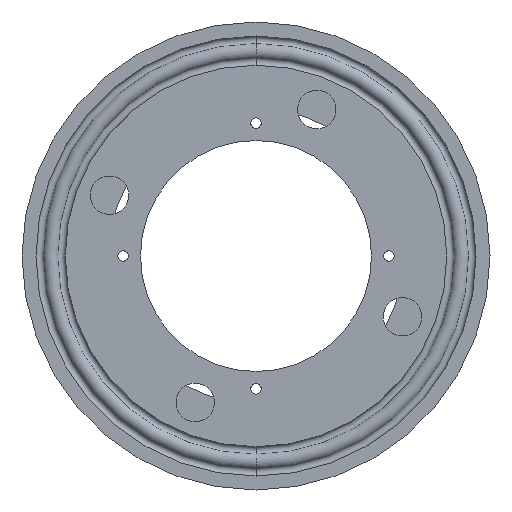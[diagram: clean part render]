
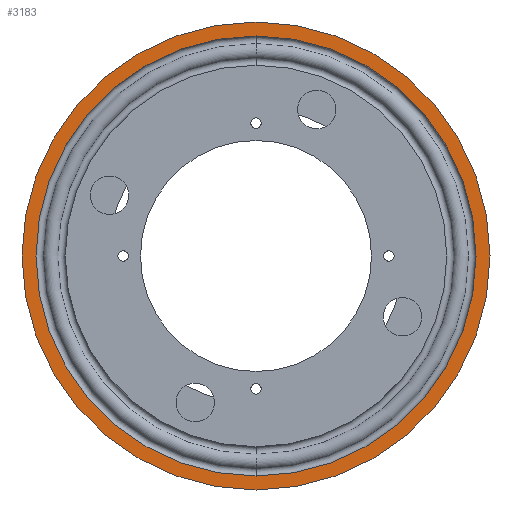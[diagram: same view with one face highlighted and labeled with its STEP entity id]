
A CAD part, front view. The second image highlights one B-rep face of the part: STEP entity #3183.
In plain terms, the highlighted planar face has unit normal (0, -1, 0).
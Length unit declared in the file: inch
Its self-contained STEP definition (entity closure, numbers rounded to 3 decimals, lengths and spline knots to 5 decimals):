
#2281 = CARTESIAN_POINT ( 'NONE',  ( 0., -0.16, -4.5575 ) ) ;
#2510 = CARTESIAN_POINT ( 'NONE',  ( 0., -0.16, 4.5575 ) ) ;
#2622 = CARTESIAN_POINT ( 'NONE',  ( 0., -0.16, -4.28488 ) ) ;
#2746 = CARTESIAN_POINT ( 'NONE',  ( 0., -0.16, 4.28488 ) ) ;
#2795 = DIRECTION ( 'NONE',  ( 0., 0., 1. ) ) ;
#2796 = DIRECTION ( 'NONE',  ( 0., 1., 0. ) ) ;
#2797 = CARTESIAN_POINT ( 'NONE',  ( 0., -0.16, 0. ) ) ;
#2798 = AXIS2_PLACEMENT_3D ( 'NONE', #2797, #2796, #2795 ) ;
#2799 = CIRCLE ( 'NONE', #2798, 4.28488 ) ;
#2827 = DIRECTION ( 'NONE',  ( 0., 0., -1. ) ) ;
#2828 = DIRECTION ( 'NONE',  ( 0., -1., 0. ) ) ;
#2829 = CARTESIAN_POINT ( 'NONE',  ( 4.28488, -0.16, 0. ) ) ;
#2830 = AXIS2_PLACEMENT_3D ( 'NONE', #2829, #2828, #2827 ) ;
#2831 = PLANE ( 'NONE',  #2830 ) ;
#2832 = FACE_OUTER_BOUND ( 'NONE', #3176, .T. ) ;
#2833 = FACE_BOUND ( 'NONE', #3187, .T. ) ;
#2867 = DIRECTION ( 'NONE',  ( 0., 0., 1. ) ) ;
#2868 = DIRECTION ( 'NONE',  ( 0., 1., 0. ) ) ;
#2869 = CARTESIAN_POINT ( 'NONE',  ( 0., -0.16, 0. ) ) ;
#2870 = AXIS2_PLACEMENT_3D ( 'NONE', #2869, #2868, #2867 ) ;
#2871 = CIRCLE ( 'NONE', #2870, 4.5575 ) ;
#2882 = DIRECTION ( 'NONE',  ( 0., 0., 1. ) ) ;
#2883 = DIRECTION ( 'NONE',  ( 0., 1., 0. ) ) ;
#2884 = CARTESIAN_POINT ( 'NONE',  ( 0., -0.16, 0. ) ) ;
#2885 = AXIS2_PLACEMENT_3D ( 'NONE', #2884, #2883, #2882 ) ;
#2886 = CIRCLE ( 'NONE', #2885, 4.28488 ) ;
#2895 = DIRECTION ( 'NONE',  ( 0., 0., 1. ) ) ;
#2896 = DIRECTION ( 'NONE',  ( 0., 1., 0. ) ) ;
#2897 = CARTESIAN_POINT ( 'NONE',  ( 0., -0.16, 0. ) ) ;
#2898 = AXIS2_PLACEMENT_3D ( 'NONE', #2897, #2896, #2895 ) ;
#2899 = CIRCLE ( 'NONE', #2898, 4.5575 ) ;
#2971 = VERTEX_POINT ( 'NONE', #2510 ) ;
#2981 = VERTEX_POINT ( 'NONE', #2281 ) ;
#3028 = VERTEX_POINT ( 'NONE', #2622 ) ;
#3048 = VERTEX_POINT ( 'NONE', #2746 ) ;
#3161 = EDGE_CURVE ( 'NONE', #3028, #3048, #2799, .T. ) ;
#3162 = EDGE_CURVE ( 'NONE', #2971, #2981, #2899, .T. ) ;
#3171 = EDGE_CURVE ( 'NONE', #3048, #3028, #2886, .T. ) ;
#3176 = EDGE_LOOP ( 'NONE', ( #3177, #3178 ) ) ;
#3177 = ORIENTED_EDGE ( 'NONE', *, *, #3162, .F. ) ;
#3178 = ORIENTED_EDGE ( 'NONE', *, *, #3179, .F. ) ;
#3179 = EDGE_CURVE ( 'NONE', #2981, #2971, #2871, .T. ) ;
#3183 = ADVANCED_FACE ( 'NONE', ( #2833, #2832 ), #2831, .T. ) ;
#3184 = ORIENTED_EDGE ( 'NONE', *, *, #3171, .T. ) ;
#3185 = ORIENTED_EDGE ( 'NONE', *, *, #3161, .T. ) ;
#3187 = EDGE_LOOP ( 'NONE', ( #3184, #3185 ) ) ;
